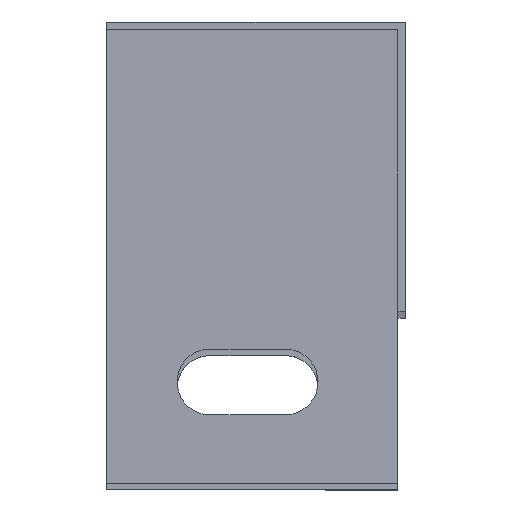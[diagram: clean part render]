
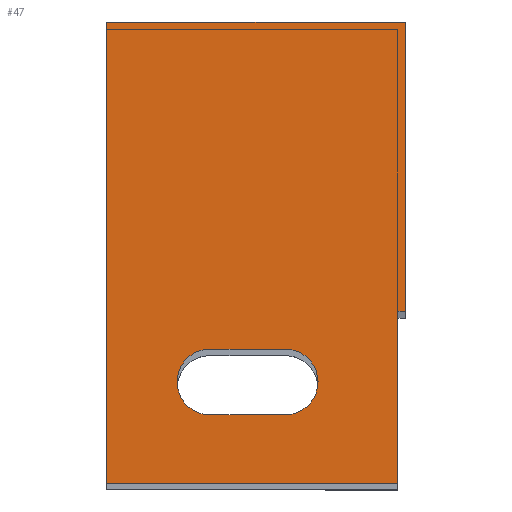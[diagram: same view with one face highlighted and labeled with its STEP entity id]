
A CAD part, top view. The second image highlights one B-rep face of the part: STEP entity #47.
In plain terms, the highlighted planar face has unit normal (0, 0, 1).
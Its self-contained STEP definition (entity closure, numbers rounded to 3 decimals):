
#18 = DIRECTION ( 'NONE',  ( -1., 0., 0. ) ) ;
#21 = VERTEX_POINT ( 'NONE', #353 ) ;
#24 = CARTESIAN_POINT ( 'NONE',  ( 1494.3, -30., 399.8 ) ) ;
#33 = VERTEX_POINT ( 'NONE', #135 ) ;
#47 = ADVANCED_FACE ( 'NONE', ( #429, #692 ), #557, .T. ) ;
#49 = CARTESIAN_POINT ( 'NONE',  ( 1494.3, 0.8, 399.8 ) ) ;
#58 = CARTESIAN_POINT ( 'NONE',  ( 1481.5, -41., 399.8 ) ) ;
#73 = CARTESIAN_POINT ( 'NONE',  ( 1492.5, -48.3, 399.8 ) ) ;
#77 = DIRECTION ( 'NONE',  ( 0., 0., 1. ) ) ;
#85 = CARTESIAN_POINT ( 'NONE',  ( 1493.5, -48.3, 399.8 ) ) ;
#88 = DIRECTION ( 'NONE',  ( 0., 1., 0. ) ) ;
#96 = AXIS2_PLACEMENT_3D ( 'NONE', #263, #659, #329 ) ;
#97 = LINE ( 'NONE', #423, #492 ) ;
#100 = AXIS2_PLACEMENT_3D ( 'NONE', #443, #77, #507 ) ;
#102 = VECTOR ( 'NONE', #606, 1000. ) ;
#106 = CARTESIAN_POINT ( 'NONE',  ( 1492.5, -1., 399.8 ) ) ;
#108 = CARTESIAN_POINT ( 'NONE',  ( 1481.5, -34., 399.8 ) ) ;
#111 = EDGE_LOOP ( 'NONE', ( #694, #275, #668, #742, #617, #517 ) ) ;
#115 = VECTOR ( 'NONE', #563, 1000. ) ;
#116 = CARTESIAN_POINT ( 'NONE',  ( 1493.5, -30., 399.8 ) ) ;
#126 = CIRCLE ( 'NONE', #96, 3.5 ) ;
#135 = CARTESIAN_POINT ( 'NONE',  ( 1473.5, -34., 399.8 ) ) ;
#139 = CARTESIAN_POINT ( 'NONE',  ( 1462.5, -1., 399.8 ) ) ;
#142 = ORIENTED_EDGE ( 'NONE', *, *, #400, .F. ) ;
#158 = VERTEX_POINT ( 'NONE', #518 ) ;
#190 = ORIENTED_EDGE ( 'NONE', *, *, #396, .F. ) ;
#194 = DIRECTION ( 'NONE',  ( 0., -1., 0. ) ) ;
#199 = CARTESIAN_POINT ( 'NONE',  ( 1473.5, -41., 399.8 ) ) ;
#213 = AXIS2_PLACEMENT_3D ( 'NONE', #106, #577, #194 ) ;
#219 = VERTEX_POINT ( 'NONE', #49 ) ;
#227 = EDGE_CURVE ( 'NONE', #219, #314, #97, .T. ) ;
#263 = CARTESIAN_POINT ( 'NONE',  ( 1481.5, -37.5, 399.8 ) ) ;
#275 = ORIENTED_EDGE ( 'NONE', *, *, #333, .F. ) ;
#296 = LINE ( 'NONE', #450, #427 ) ;
#307 = CARTESIAN_POINT ( 'NONE',  ( 1462.5, -48.3, 399.8 ) ) ;
#314 = VERTEX_POINT ( 'NONE', #594 ) ;
#329 = DIRECTION ( 'NONE',  ( 1., 0., 0. ) ) ;
#332 = CARTESIAN_POINT ( 'NONE',  ( 1494.3, -1.5, 399.8 ) ) ;
#333 = EDGE_CURVE ( 'NONE', #538, #686, #595, .T. ) ;
#339 = EDGE_CURVE ( 'NONE', #33, #158, #574, .T. ) ;
#341 = LINE ( 'NONE', #199, #102 ) ;
#353 = CARTESIAN_POINT ( 'NONE',  ( 1494.3, -30., 399.8 ) ) ;
#394 = EDGE_CURVE ( 'NONE', #467, #33, #296, .T. ) ;
#396 = EDGE_CURVE ( 'NONE', #615, #467, #126, .T. ) ;
#400 = EDGE_CURVE ( 'NONE', #158, #615, #341, .T. ) ;
#402 = EDGE_CURVE ( 'NONE', #686, #314, #422, .T. ) ;
#405 = EDGE_CURVE ( 'NONE', #538, #521, #583, .T. ) ;
#411 = EDGE_CURVE ( 'NONE', #21, #521, #524, .T. ) ;
#413 = EDGE_CURVE ( 'NONE', #219, #21, #576, .T. ) ;
#421 = CARTESIAN_POINT ( 'NONE',  ( 1493.5, -48.3, 399.8 ) ) ;
#422 = LINE ( 'NONE', #139, #684 ) ;
#423 = CARTESIAN_POINT ( 'NONE',  ( 1493.5, 0.8, 399.8 ) ) ;
#427 = VECTOR ( 'NONE', #18, 1000. ) ;
#429 = FACE_BOUND ( 'NONE', #483, .T. ) ;
#438 = VECTOR ( 'NONE', #609, 1000. ) ;
#443 = CARTESIAN_POINT ( 'NONE',  ( 1473.5, -37.5, 399.8 ) ) ;
#450 = CARTESIAN_POINT ( 'NONE',  ( 1481.5, -34., 399.8 ) ) ;
#455 = DIRECTION ( 'NONE',  ( -1., 0., 0. ) ) ;
#467 = VERTEX_POINT ( 'NONE', #108 ) ;
#483 = EDGE_LOOP ( 'NONE', ( #560, #579, #190, #142 ) ) ;
#492 = VECTOR ( 'NONE', #635, 1000. ) ;
#507 = DIRECTION ( 'NONE',  ( 1., 0., 0. ) ) ;
#517 = ORIENTED_EDGE ( 'NONE', *, *, #227, .T. ) ;
#518 = CARTESIAN_POINT ( 'NONE',  ( 1473.5, -41., 399.8 ) ) ;
#521 = VERTEX_POINT ( 'NONE', #116 ) ;
#524 = LINE ( 'NONE', #24, #689 ) ;
#538 = VERTEX_POINT ( 'NONE', #421 ) ;
#557 = PLANE ( 'NONE',  #213 ) ;
#560 = ORIENTED_EDGE ( 'NONE', *, *, #339, .F. ) ;
#563 = DIRECTION ( 'NONE',  ( 0., 1., 0. ) ) ;
#574 = CIRCLE ( 'NONE', #100, 3.5 ) ;
#576 = LINE ( 'NONE', #332, #438 ) ;
#577 = DIRECTION ( 'NONE',  ( 0., 0., 1. ) ) ;
#579 = ORIENTED_EDGE ( 'NONE', *, *, #394, .F. ) ;
#583 = LINE ( 'NONE', #85, #115 ) ;
#594 = CARTESIAN_POINT ( 'NONE',  ( 1462.5, 0.8, 399.8 ) ) ;
#595 = LINE ( 'NONE', #73, #614 ) ;
#600 = DIRECTION ( 'NONE',  ( -1., 0., 0. ) ) ;
#606 = DIRECTION ( 'NONE',  ( 1., 0., 0. ) ) ;
#609 = DIRECTION ( 'NONE',  ( 0., -1., 0. ) ) ;
#614 = VECTOR ( 'NONE', #600, 1000. ) ;
#615 = VERTEX_POINT ( 'NONE', #58 ) ;
#617 = ORIENTED_EDGE ( 'NONE', *, *, #413, .F. ) ;
#635 = DIRECTION ( 'NONE',  ( -1., 0., 0. ) ) ;
#659 = DIRECTION ( 'NONE',  ( 0., 0., 1. ) ) ;
#668 = ORIENTED_EDGE ( 'NONE', *, *, #405, .T. ) ;
#684 = VECTOR ( 'NONE', #88, 1000. ) ;
#686 = VERTEX_POINT ( 'NONE', #307 ) ;
#689 = VECTOR ( 'NONE', #455, 1000. ) ;
#692 = FACE_OUTER_BOUND ( 'NONE', #111, .T. ) ;
#694 = ORIENTED_EDGE ( 'NONE', *, *, #402, .F. ) ;
#742 = ORIENTED_EDGE ( 'NONE', *, *, #411, .F. ) ;
